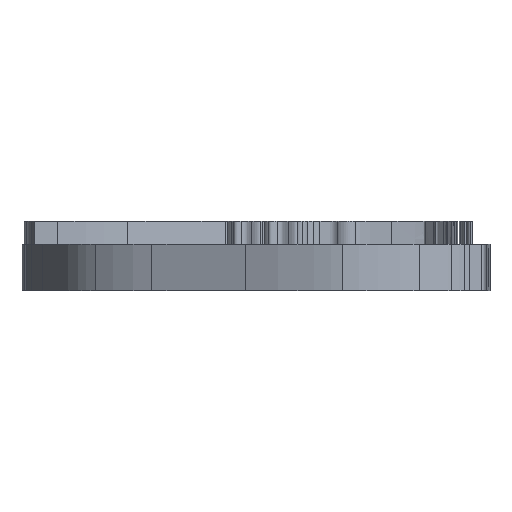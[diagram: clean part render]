
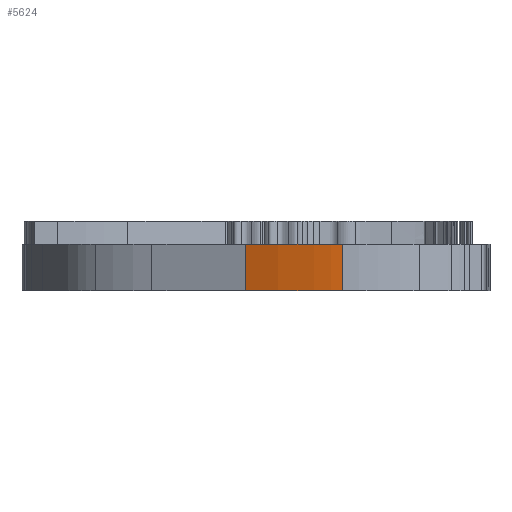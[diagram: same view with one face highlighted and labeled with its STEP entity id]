
A CAD part, left-side view. The second image highlights one B-rep face of the part: STEP entity #5624.
In plain terms, the highlighted free-form (B-spline) face has degree [3, 1] with [4, 2] control points.
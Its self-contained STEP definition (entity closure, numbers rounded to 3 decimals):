
#115=(
BOUNDED_CURVE()
B_SPLINE_CURVE(3,(#7301,#7302,#7303,#7304),.UNSPECIFIED.,.F.,.F.)
B_SPLINE_CURVE_WITH_KNOTS((4,4),(0.,1.),.UNSPECIFIED.)
CURVE()
GEOMETRIC_REPRESENTATION_ITEM()
RATIONAL_B_SPLINE_CURVE((1.,1.,1.,1.))
REPRESENTATION_ITEM('')
);
#116=(
BOUNDED_CURVE()
B_SPLINE_CURVE(3,(#7306,#7307,#7308,#7309),.UNSPECIFIED.,.F.,.F.)
B_SPLINE_CURVE_WITH_KNOTS((4,4),(0.,1.),.UNSPECIFIED.)
CURVE()
GEOMETRIC_REPRESENTATION_ITEM()
RATIONAL_B_SPLINE_CURVE((1.,1.,1.,1.))
REPRESENTATION_ITEM('')
);
#613=(
BOUNDED_SURFACE()
B_SPLINE_SURFACE(3,1,((#7292,#7293),(#7294,#7295),(#7296,#7297),(#7298,
#7299)),.UNSPECIFIED.,.F.,.F.,.F.)
B_SPLINE_SURFACE_WITH_KNOTS((4,4),(2,2),(0.,1.),(0.,0.4),.UNSPECIFIED.)
GEOMETRIC_REPRESENTATION_ITEM()
RATIONAL_B_SPLINE_SURFACE(((1.,1.),(1.,1.),(1.,1.),(1.,1.)))
REPRESENTATION_ITEM('')
SURFACE()
);
#987=FACE_OUTER_BOUND('',#1317,.T.);
#1317=EDGE_LOOP('',(#3994,#3995,#3996,#3997));
#1683=LINE('',#7291,#2031);
#1684=LINE('',#7310,#2032);
#2031=VECTOR('',#6089,10.);
#2032=VECTOR('',#6090,10.);
#2414=VERTEX_POINT('',#7281);
#2415=VERTEX_POINT('',#7286);
#2416=VERTEX_POINT('',#7300);
#2417=VERTEX_POINT('',#7305);
#3055=EDGE_CURVE('',#2414,#2415,#1683,.T.);
#3056=EDGE_CURVE('',#2416,#2414,#115,.T.);
#3057=EDGE_CURVE('',#2417,#2415,#116,.T.);
#3058=EDGE_CURVE('',#2416,#2417,#1684,.T.);
#3994=ORIENTED_EDGE('',*,*,#3056,.T.);
#3995=ORIENTED_EDGE('',*,*,#3055,.T.);
#3996=ORIENTED_EDGE('',*,*,#3057,.F.);
#3997=ORIENTED_EDGE('',*,*,#3058,.F.);
#5624=ADVANCED_FACE('',(#987),#613,.T.);
#6089=DIRECTION('',(0.,0.,1.));
#6090=DIRECTION('',(0.,0.,1.));
#7281=CARTESIAN_POINT('',(1.298,13.697,0.));
#7286=CARTESIAN_POINT('',(1.298,13.697,4.));
#7291=CARTESIAN_POINT('',(1.298,13.697,0.));
#7292=CARTESIAN_POINT('Ctrl Pts',(4.036,22.053,0.));
#7293=CARTESIAN_POINT('Ctrl Pts',(4.036,22.053,4.));
#7294=CARTESIAN_POINT('Ctrl Pts',(2.88,19.831,0.));
#7295=CARTESIAN_POINT('Ctrl Pts',(2.88,19.831,4.));
#7296=CARTESIAN_POINT('Ctrl Pts',(1.422,15.421,0.));
#7297=CARTESIAN_POINT('Ctrl Pts',(1.422,15.421,4.));
#7298=CARTESIAN_POINT('Ctrl Pts',(1.298,13.697,0.));
#7299=CARTESIAN_POINT('Ctrl Pts',(1.298,13.697,4.));
#7300=CARTESIAN_POINT('',(4.036,22.053,0.));
#7301=CARTESIAN_POINT('Ctrl Pts',(4.036,22.053,0.));
#7302=CARTESIAN_POINT('Ctrl Pts',(2.88,19.831,0.));
#7303=CARTESIAN_POINT('Ctrl Pts',(1.422,15.421,0.));
#7304=CARTESIAN_POINT('Ctrl Pts',(1.298,13.697,0.));
#7305=CARTESIAN_POINT('',(4.036,22.053,4.));
#7306=CARTESIAN_POINT('Ctrl Pts',(4.036,22.053,4.));
#7307=CARTESIAN_POINT('Ctrl Pts',(2.88,19.831,4.));
#7308=CARTESIAN_POINT('Ctrl Pts',(1.422,15.421,4.));
#7309=CARTESIAN_POINT('Ctrl Pts',(1.298,13.697,4.));
#7310=CARTESIAN_POINT('',(4.036,22.053,0.));
